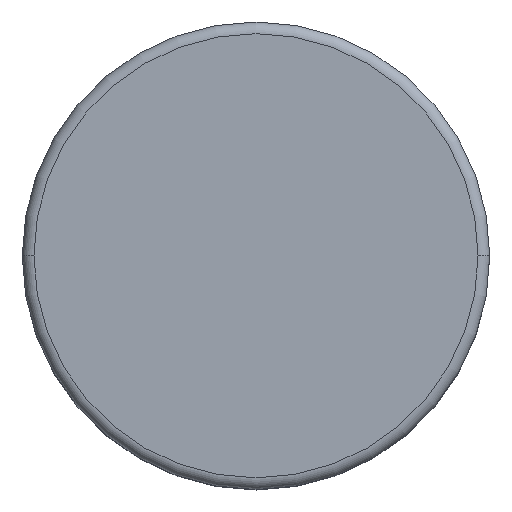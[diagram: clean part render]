
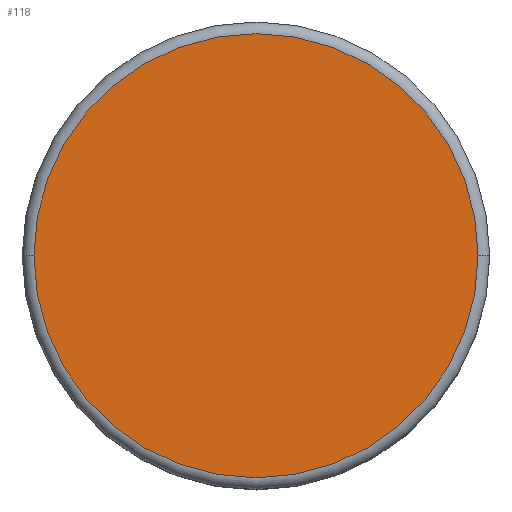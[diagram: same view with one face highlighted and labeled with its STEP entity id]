
A CAD part, top view. The second image highlights one B-rep face of the part: STEP entity #118.
In plain terms, the highlighted planar face has unit normal (0, 0, 1).
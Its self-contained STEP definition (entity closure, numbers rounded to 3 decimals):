
#10 = ORIENTED_EDGE ( 'NONE', *, *, #15, .F. ) ;
#15 = EDGE_CURVE ( 'NONE', #55, #39, #588, .T. ) ;
#21 = EDGE_LOOP ( 'NONE', ( #120, #10 ) ) ;
#39 = VERTEX_POINT ( 'NONE', #485 ) ;
#53 = EDGE_CURVE ( 'NONE', #39, #55, #564, .T. ) ;
#54 = DIRECTION ( 'NONE',  ( -1., 0., 0. ) ) ;
#55 = VERTEX_POINT ( 'NONE', #626 ) ;
#56 = CARTESIAN_POINT ( 'NONE',  ( 0., 0., 42. ) ) ;
#57 = DIRECTION ( 'NONE',  ( 0., 0., -1. ) ) ;
#118 = ADVANCED_FACE ( 'NONE', ( #766 ), #754, .F. ) ;
#120 = ORIENTED_EDGE ( 'NONE', *, *, #53, .F. ) ;
#485 = CARTESIAN_POINT ( 'NONE',  ( -7.6, 0., 42. ) ) ;
#508 = DIRECTION ( 'NONE',  ( -1., 0., 0. ) ) ;
#558 = DIRECTION ( 'NONE',  ( 0., 0., -1. ) ) ;
#559 = CARTESIAN_POINT ( 'NONE',  ( 0., 0., 42. ) ) ;
#560 = AXIS2_PLACEMENT_3D ( 'NONE', #559, #558, #508 ) ;
#564 = CIRCLE ( 'NONE', #580, 7.6 ) ;
#580 = AXIS2_PLACEMENT_3D ( 'NONE', #56, #57, #54 ) ;
#588 = CIRCLE ( 'NONE', #560, 7.6 ) ;
#626 = CARTESIAN_POINT ( 'NONE',  ( 7.6, 0., 42. ) ) ;
#750 = DIRECTION ( 'NONE',  ( -1., 0., 0. ) ) ;
#751 = DIRECTION ( 'NONE',  ( 0., 0., -1. ) ) ;
#754 = PLANE ( 'NONE',  #847 ) ;
#766 = FACE_OUTER_BOUND ( 'NONE', #21, .T. ) ;
#847 = AXIS2_PLACEMENT_3D ( 'NONE', #879, #751, #750 ) ;
#879 = CARTESIAN_POINT ( 'NONE',  ( 0., 0., 42. ) ) ;
